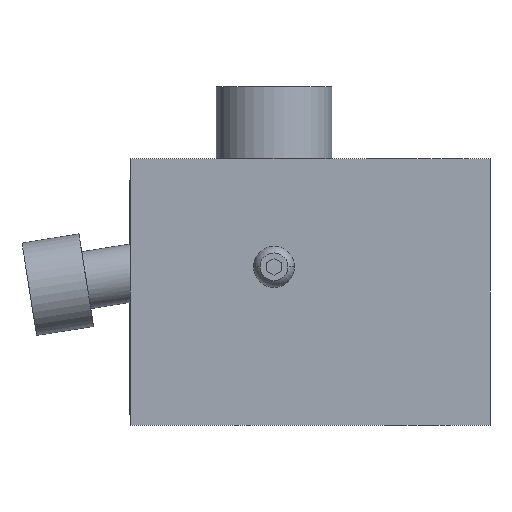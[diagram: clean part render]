
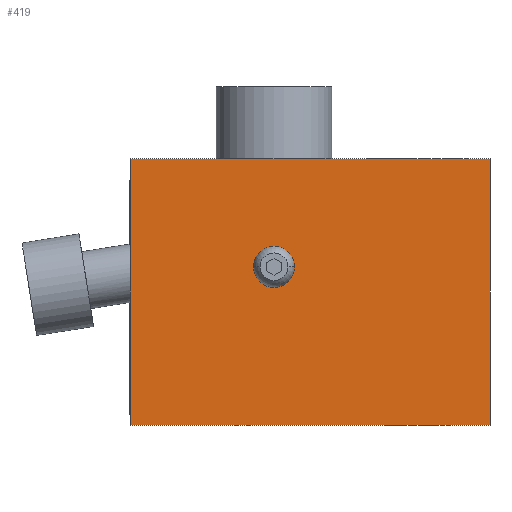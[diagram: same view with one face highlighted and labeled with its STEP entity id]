
A CAD part, front view. The second image highlights one B-rep face of the part: STEP entity #419.
In plain terms, the highlighted planar face has unit normal (0, -1, 0).
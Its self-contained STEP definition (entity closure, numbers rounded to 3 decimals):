
#34 = EDGE_CURVE ( 'NONE', #216, #1362, #171, .T. ) ;
#51 = FACE_BOUND ( 'NONE', #1231, .T. ) ;
#57 = DIRECTION ( 'NONE',  ( 0., -1., 0. ) ) ;
#75 = CARTESIAN_POINT ( 'NONE',  ( -40., -11., 0. ) ) ;
#171 = CIRCLE ( 'NONE', #1497, 2.85 ) ;
#196 = VERTEX_POINT ( 'NONE', #738 ) ;
#200 = CARTESIAN_POINT ( 'NONE',  ( -17.15, -11., 22. ) ) ;
#206 = EDGE_CURVE ( 'NONE', #196, #475, #732, .T. ) ;
#216 = VERTEX_POINT ( 'NONE', #1085 ) ;
#227 = CARTESIAN_POINT ( 'NONE',  ( 10., -11., 37. ) ) ;
#260 = AXIS2_PLACEMENT_3D ( 'NONE', #394, #57, #1223 ) ;
#279 = DIRECTION ( 'NONE',  ( 1., 0., 0. ) ) ;
#291 = EDGE_CURVE ( 'NONE', #592, #196, #989, .T. ) ;
#293 = CARTESIAN_POINT ( 'NONE',  ( 10., -11., 0. ) ) ;
#340 = CARTESIAN_POINT ( 'NONE',  ( -40., -11., 37. ) ) ;
#354 = VECTOR ( 'NONE', #1516, 1000. ) ;
#394 = CARTESIAN_POINT ( 'NONE',  ( 10., -11., 37. ) ) ;
#419 = ADVANCED_FACE ( 'NONE', ( #51, #1016 ), #1106, .T. ) ;
#431 = ORIENTED_EDGE ( 'NONE', *, *, #954, .T. ) ;
#450 = EDGE_CURVE ( 'NONE', #1362, #216, #1099, .T. ) ;
#475 = VERTEX_POINT ( 'NONE', #75 ) ;
#489 = CARTESIAN_POINT ( 'NONE',  ( 10., -11., 37. ) ) ;
#505 = DIRECTION ( 'NONE',  ( 0., -1., 0. ) ) ;
#592 = VERTEX_POINT ( 'NONE', #945 ) ;
#603 = DIRECTION ( 'NONE',  ( -1., 0., 0. ) ) ;
#632 = ORIENTED_EDGE ( 'NONE', *, *, #936, .T. ) ;
#696 = CARTESIAN_POINT ( 'NONE',  ( -40., -11., 37. ) ) ;
#732 = LINE ( 'NONE', #293, #1305 ) ;
#738 = CARTESIAN_POINT ( 'NONE',  ( 10., -11., 0. ) ) ;
#773 = ORIENTED_EDGE ( 'NONE', *, *, #450, .F. ) ;
#936 = EDGE_CURVE ( 'NONE', #592, #1104, #1050, .T. ) ;
#945 = CARTESIAN_POINT ( 'NONE',  ( 10., -11., 37. ) ) ;
#954 = EDGE_CURVE ( 'NONE', #1104, #475, #1404, .T. ) ;
#981 = DIRECTION ( 'NONE',  ( 1., 0., 0. ) ) ;
#986 = VECTOR ( 'NONE', #1333, 1000. ) ;
#989 = LINE ( 'NONE', #489, #986 ) ;
#1016 = FACE_OUTER_BOUND ( 'NONE', #1090, .T. ) ;
#1049 = ORIENTED_EDGE ( 'NONE', *, *, #34, .F. ) ;
#1050 = LINE ( 'NONE', #227, #354 ) ;
#1052 = ORIENTED_EDGE ( 'NONE', *, *, #291, .F. ) ;
#1085 = CARTESIAN_POINT ( 'NONE',  ( -22.85, -11., 22. ) ) ;
#1090 = EDGE_LOOP ( 'NONE', ( #632, #431, #1278, #1052 ) ) ;
#1099 = CIRCLE ( 'NONE', #1314, 2.85 ) ;
#1104 = VERTEX_POINT ( 'NONE', #696 ) ;
#1106 = PLANE ( 'NONE',  #260 ) ;
#1179 = DIRECTION ( 'NONE',  ( 0., 0., -1. ) ) ;
#1207 = VECTOR ( 'NONE', #1179, 1000. ) ;
#1223 = DIRECTION ( 'NONE',  ( 1., 0., 0. ) ) ;
#1231 = EDGE_LOOP ( 'NONE', ( #1049, #773 ) ) ;
#1272 = CARTESIAN_POINT ( 'NONE',  ( -20., -11., 22. ) ) ;
#1278 = ORIENTED_EDGE ( 'NONE', *, *, #206, .F. ) ;
#1305 = VECTOR ( 'NONE', #603, 1000. ) ;
#1314 = AXIS2_PLACEMENT_3D ( 'NONE', #1381, #1346, #279 ) ;
#1333 = DIRECTION ( 'NONE',  ( 0., 0., -1. ) ) ;
#1346 = DIRECTION ( 'NONE',  ( 0., -1., 0. ) ) ;
#1362 = VERTEX_POINT ( 'NONE', #200 ) ;
#1381 = CARTESIAN_POINT ( 'NONE',  ( -20., -11., 22. ) ) ;
#1404 = LINE ( 'NONE', #340, #1207 ) ;
#1497 = AXIS2_PLACEMENT_3D ( 'NONE', #1272, #505, #981 ) ;
#1516 = DIRECTION ( 'NONE',  ( -1., 0., 0. ) ) ;
